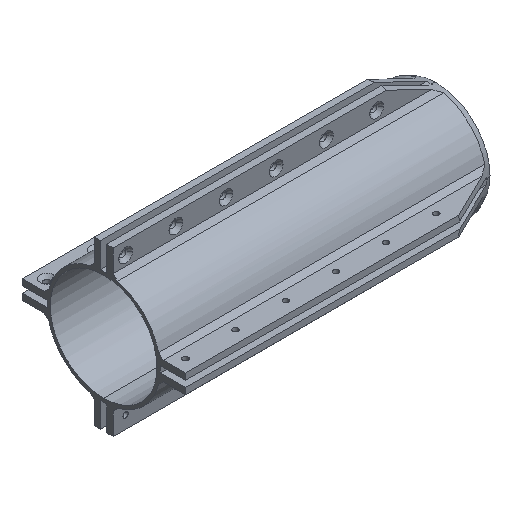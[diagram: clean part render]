
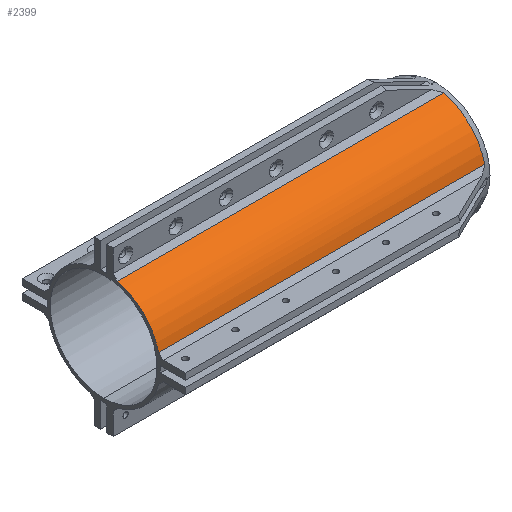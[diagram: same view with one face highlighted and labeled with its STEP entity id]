
A CAD part, isometric view. The second image highlights one B-rep face of the part: STEP entity #2399.
In plain terms, the highlighted cylindrical face has radius 28.639 mm (diameter 57.277 mm), a partial arc.
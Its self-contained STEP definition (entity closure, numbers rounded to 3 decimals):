
#1521=CARTESIAN_POINT('Vertex',(0.,-6.91,27.792)) ;
#1524=CARTESIAN_POINT('Axis2P3D Location',(0.,0.,0.)) ;
#1528=CARTESIAN_POINT('Vertex',(0.,-27.792,6.91)) ;
#1595=CARTESIAN_POINT('Line Origine',(-82.55,-27.792,6.91)) ;
#1599=CARTESIAN_POINT('Vertex',(-165.1,-27.792,6.91)) ;
#2368=CARTESIAN_POINT('Axis2P3D Location',(-57.15,0.,0.)) ;
#2373=CARTESIAN_POINT('Line Origine',(-57.15,-6.91,27.792)) ;
#2377=CARTESIAN_POINT('Vertex',(-165.1,-6.91,27.792)) ;
#2380=CARTESIAN_POINT('Axis2P3D Location',(-165.1,0.,0.)) ;
#2384=CARTESIAN_POINT('Vertex',(-165.1,-20.25,20.25)) ;
#2387=CARTESIAN_POINT('Axis2P3D Location',(-165.1,0.,0.)) ;
#1597=VECTOR('Line Direction',#1596,1.) ;
#2375=VECTOR('Line Direction',#2374,1.) ;
#1525=DIRECTION('Axis2P3D Direction',(-1.,0.,0.)) ;
#1596=DIRECTION('Vector Direction',(-1.,0.,0.)) ;
#2369=DIRECTION('Axis2P3D Direction',(1.,0.,-0.)) ;
#2370=DIRECTION('Axis2P3D XDirection',(0.,-0.707,0.707)) ;
#2374=DIRECTION('Vector Direction',(1.,0.,0.)) ;
#2381=DIRECTION('Axis2P3D Direction',(1.,0.,-0.)) ;
#2388=DIRECTION('Axis2P3D Direction',(1.,0.,-0.)) ;
#1526=AXIS2_PLACEMENT_3D('Circle Axis2P3D',#1524,#1525,$) ;
#2371=AXIS2_PLACEMENT_3D('Cylinder Axis2P3D',#2368,#2369,#2370) ;
#2382=AXIS2_PLACEMENT_3D('Circle Axis2P3D',#2380,#2381,$) ;
#2389=AXIS2_PLACEMENT_3D('Circle Axis2P3D',#2387,#2388,$) ;
#1598=LINE('Line',#1595,#1597) ;
#2376=LINE('Line',#2373,#2375) ;
#1527=CIRCLE('generated circle',#1526,28.639) ;
#2383=CIRCLE('generated circle',#2382,28.639) ;
#2390=CIRCLE('generated circle',#2389,28.639) ;
#2372=CYLINDRICAL_SURFACE('generated cylinder',#2371,28.639) ;
#1530=EDGE_CURVE('',#1529,#1522,#1527,.T.) ;
#1601=EDGE_CURVE('',#1529,#1600,#1598,.T.) ;
#2379=EDGE_CURVE('',#1522,#2378,#2376,.F.) ;
#2386=EDGE_CURVE('',#2385,#2378,#2383,.F.) ;
#2391=EDGE_CURVE('',#2385,#1600,#2390,.T.) ;
#2393=ORIENTED_EDGE('',*,*,#2379,.T.) ;
#2394=ORIENTED_EDGE('',*,*,#2386,.F.) ;
#2395=ORIENTED_EDGE('',*,*,#2391,.T.) ;
#2396=ORIENTED_EDGE('',*,*,#1601,.F.) ;
#2397=ORIENTED_EDGE('',*,*,#1530,.T.) ;
#2392=EDGE_LOOP('',(#2393,#2394,#2395,#2396,#2397)) ;
#1522=VERTEX_POINT('',#1521) ;
#1529=VERTEX_POINT('',#1528) ;
#1600=VERTEX_POINT('',#1599) ;
#2378=VERTEX_POINT('',#2377) ;
#2385=VERTEX_POINT('',#2384) ;
#2399=ADVANCED_FACE('PartBody',(#2398),#2372,.T.) ;
#2398=FACE_OUTER_BOUND('',#2392,.T.) ;
